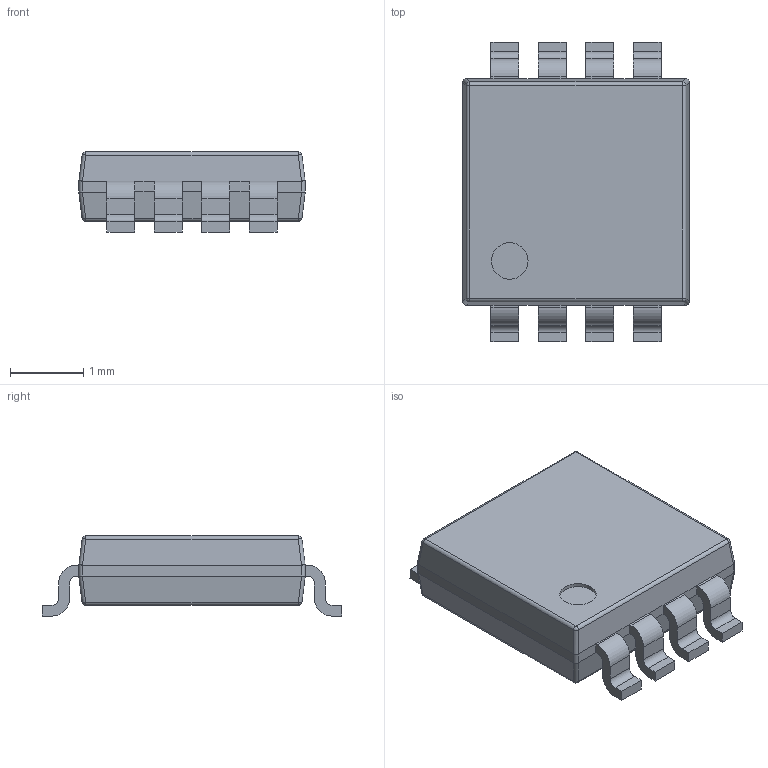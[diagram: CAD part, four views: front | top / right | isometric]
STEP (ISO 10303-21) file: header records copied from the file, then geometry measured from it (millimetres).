
FILE_DESCRIPTION (( 'STEP AP203' ), '1' );
FILE_NAME ('MSOP8Q()_AICAD8418WBRMZ_Default_sldprt.STEP', '2016-06-02T17:08:37', ( 'Shusen Zhang' ), ( 'MathWorks' ), 'SwSTEP 2.0', 'SolidWorks 2015', '' );
FILE_SCHEMA (( 'CONFIG_CONTROL_DESIGN' ));
Length unit declared in the file: millimetre
Products named in the file (1): MSOP8Q()_AICAD8418WBRMZ_Default_sldprt
Bounding box: 3.1 x 4.1 x 1.1 mm (x, y, z)
Volume: 9.3 mm3; surface area: 37 mm2
Topology: 1 solids, 1 shells, 157 faces, 390 edges, 236 vertices
Faces by surface type: plane 95, cylinder 54, bspline 8
Entity records: 4725 total; most frequent: CARTESIAN_POINT 928, ORIENTED_EDGE 780, DIRECTION 774, EDGE_CURVE 390, LINE 290, VECTOR 290, AXIS2_PLACEMENT_3D 242, VERTEX_POINT 236
